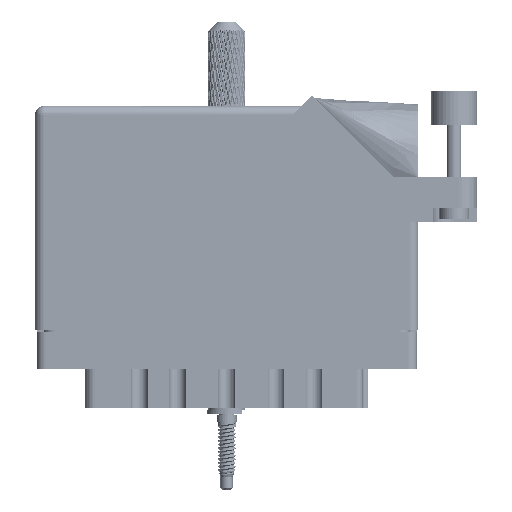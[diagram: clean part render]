
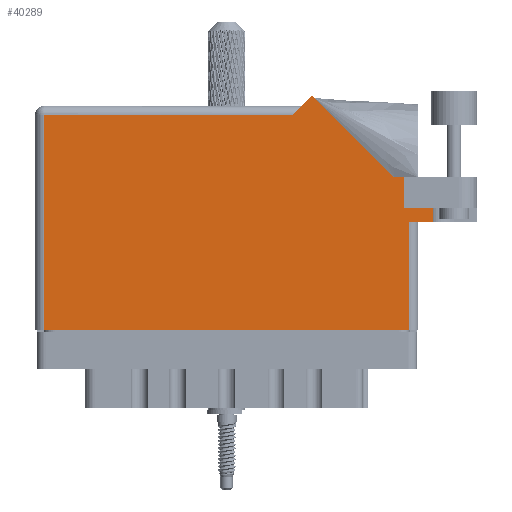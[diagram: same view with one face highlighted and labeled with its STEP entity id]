
A CAD part, front view. The second image highlights one B-rep face of the part: STEP entity #40289.
In plain terms, the highlighted face is planar.
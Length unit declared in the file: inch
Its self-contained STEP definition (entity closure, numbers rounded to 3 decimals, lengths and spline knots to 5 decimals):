
#3434 = ORIENTED_EDGE ( 'NONE', *, *, #9071, .T. ) ;
#4230 = DIRECTION ( 'NONE',  ( 0., 1., 0. ) ) ;
#5270 = DIRECTION ( 'NONE',  ( -1., 0., 0. ) ) ;
#6671 = ORIENTED_EDGE ( 'NONE', *, *, #26369, .T. ) ;
#7061 = LINE ( 'NONE', #105971, #82272 ) ;
#7225 = CARTESIAN_POINT ( 'NONE',  ( 2.44642, 1.044, 0. ) ) ;
#7305 = VERTEX_POINT ( 'NONE', #47057 ) ;
#7588 = AXIS2_PLACEMENT_3D ( 'NONE', #106554, #115467, #82857 ) ;
#7643 = LINE ( 'NONE', #105403, #78568 ) ;
#7996 = CARTESIAN_POINT ( 'NONE',  ( 2.612, 0.737, 0. ) ) ;
#9071 = EDGE_CURVE ( 'NONE', #7305, #34313, #18379, .T. ) ;
#10579 = EDGE_CURVE ( 'NONE', #13893, #72588, #83258, .T. ) ;
#10619 = VERTEX_POINT ( 'NONE', #108065 ) ;
#10679 = DIRECTION ( 'NONE',  ( 0., -1., 0. ) ) ;
#12354 = VERTEX_POINT ( 'NONE', #27835 ) ;
#13163 = VERTEX_POINT ( 'NONE', #97099 ) ;
#13893 = VERTEX_POINT ( 'NONE', #85525 ) ;
#14724 = PLANE ( 'NONE',  #7588 ) ;
#15003 = EDGE_CURVE ( 'NONE', #74992, #13163, #100135, .T. ) ;
#15538 = ORIENTED_EDGE ( 'NONE', *, *, #15003, .T. ) ;
#18210 = VECTOR ( 'NONE', #10679, 39.37008 ) ;
#18379 = LINE ( 'NONE', #38167, #106623 ) ;
#20462 = ORIENTED_EDGE ( 'NONE', *, *, #27733, .F. ) ;
#20464 = VECTOR ( 'NONE', #28464, 39.37008 ) ;
#20547 = VECTOR ( 'NONE', #78208, 39.37008 ) ;
#20716 = ORIENTED_EDGE ( 'NONE', *, *, #70750, .T. ) ;
#22768 = CARTESIAN_POINT ( 'NONE',  ( 2.512, 0.831, 0. ) ) ;
#26369 = EDGE_CURVE ( 'NONE', #10619, #53204, #7643, .T. ) ;
#27303 = VECTOR ( 'NONE', #60457, 39.37008 ) ;
#27733 = EDGE_CURVE ( 'NONE', #10619, #115695, #61005, .T. ) ;
#27835 = CARTESIAN_POINT ( 'NONE',  ( 2.7135, 0.737, 0. ) ) ;
#28464 = DIRECTION ( 'NONE',  ( 0., 1., 0. ) ) ;
#32340 = CARTESIAN_POINT ( 'NONE',  ( 2.512, 1.044, 0. ) ) ;
#34313 = VERTEX_POINT ( 'NONE', #49991 ) ;
#38167 = CARTESIAN_POINT ( 'NONE',  ( 0.062, 0., 0. ) ) ;
#39567 = EDGE_CURVE ( 'NONE', #69385, #13893, #99012, .T. ) ;
#40289 = ADVANCED_FACE ( 'NONE', ( #78684 ), #14724, .F. ) ;
#40298 = CARTESIAN_POINT ( 'NONE',  ( 2.7135, 0.831, 0. ) ) ;
#41492 = VECTOR ( 'NONE', #91353, 39.37008 ) ;
#45795 = ORIENTED_EDGE ( 'NONE', *, *, #85541, .T. ) ;
#47057 = CARTESIAN_POINT ( 'NONE',  ( 0.062, 1.468, 0. ) ) ;
#49991 = CARTESIAN_POINT ( 'NONE',  ( 0.062, 0., 0. ) ) ;
#52173 = CARTESIAN_POINT ( 'NONE',  ( 1.819, 1.53, 0. ) ) ;
#52527 = CARTESIAN_POINT ( 'NONE',  ( 1.757, 1.468, 0. ) ) ;
#53204 = VERTEX_POINT ( 'NONE', #32340 ) ;
#54231 = EDGE_CURVE ( 'NONE', #115695, #12354, #84839, .T. ) ;
#54991 = ORIENTED_EDGE ( 'NONE', *, *, #39567, .T. ) ;
#58634 = VECTOR ( 'NONE', #118086, 39.37008 ) ;
#59000 = DIRECTION ( 'NONE',  ( 1., 0., 0. ) ) ;
#60457 = DIRECTION ( 'NONE',  ( -1., 0., 0. ) ) ;
#60576 = LINE ( 'NONE', #78323, #27303 ) ;
#61005 = LINE ( 'NONE', #22768, #20547 ) ;
#62185 = EDGE_CURVE ( 'NONE', #13163, #12354, #112476, .T. ) ;
#66442 = ORIENTED_EDGE ( 'NONE', *, *, #62185, .T. ) ;
#69385 = VERTEX_POINT ( 'NONE', #86880 ) ;
#70750 = EDGE_CURVE ( 'NONE', #53204, #69385, #60576, .T. ) ;
#71914 = DIRECTION ( 'NONE',  ( -0.707, 0.707, 0. ) ) ;
#72588 = VERTEX_POINT ( 'NONE', #52527 ) ;
#74992 = VERTEX_POINT ( 'NONE', #104381 ) ;
#76518 = LINE ( 'NONE', #87409, #82382 ) ;
#78208 = DIRECTION ( 'NONE',  ( 1., 0., 0. ) ) ;
#78323 = CARTESIAN_POINT ( 'NONE',  ( 3.012, 1.044, 0. ) ) ;
#78568 = VECTOR ( 'NONE', #4230, 39.37008 ) ;
#78684 = FACE_OUTER_BOUND ( 'NONE', #115639, .T. ) ;
#82272 = VECTOR ( 'NONE', #59000, 39.37008 ) ;
#82382 = VECTOR ( 'NONE', #5270, 39.37008 ) ;
#82857 = DIRECTION ( 'NONE',  ( -1., 0., 0. ) ) ;
#83258 = LINE ( 'NONE', #52173, #58634 ) ;
#83550 = ORIENTED_EDGE ( 'NONE', *, *, #10579, .T. ) ;
#84839 = LINE ( 'NONE', #102486, #18210 ) ;
#85525 = CARTESIAN_POINT ( 'NONE',  ( 1.88971, 1.60071, 0. ) ) ;
#85541 = EDGE_CURVE ( 'NONE', #72588, #7305, #76518, .T. ) ;
#86880 = CARTESIAN_POINT ( 'NONE',  ( 2.44642, 1.044, 0. ) ) ;
#87409 = CARTESIAN_POINT ( 'NONE',  ( 0., 1.468, 0. ) ) ;
#88906 = VECTOR ( 'NONE', #71914, 39.37008 ) ;
#91353 = DIRECTION ( 'NONE',  ( 1., 0., 0. ) ) ;
#91510 = ORIENTED_EDGE ( 'NONE', *, *, #54231, .F. ) ;
#97099 = CARTESIAN_POINT ( 'NONE',  ( 2.55, 0.737, 0. ) ) ;
#99012 = LINE ( 'NONE', #7225, #88906 ) ;
#100135 = LINE ( 'NONE', #102120, #20464 ) ;
#100824 = EDGE_CURVE ( 'NONE', #34313, #74992, #7061, .T. ) ;
#102120 = CARTESIAN_POINT ( 'NONE',  ( 2.55, 0.737, 0. ) ) ;
#102486 = CARTESIAN_POINT ( 'NONE',  ( 2.7135, 1.16177, 0. ) ) ;
#104381 = CARTESIAN_POINT ( 'NONE',  ( 2.55, 0., 0. ) ) ;
#105403 = CARTESIAN_POINT ( 'NONE',  ( 2.512, 0.831, 0. ) ) ;
#105971 = CARTESIAN_POINT ( 'NONE',  ( 0., 0., 0. ) ) ;
#106554 = CARTESIAN_POINT ( 'NONE',  ( 0., 1.53, 0. ) ) ;
#106619 = ORIENTED_EDGE ( 'NONE', *, *, #100824, .T. ) ;
#106623 = VECTOR ( 'NONE', #112235, 39.37008 ) ;
#108065 = CARTESIAN_POINT ( 'NONE',  ( 2.512, 0.831, 0. ) ) ;
#112235 = DIRECTION ( 'NONE',  ( 0., -1., 0. ) ) ;
#112476 = LINE ( 'NONE', #7996, #41492 ) ;
#115467 = DIRECTION ( 'NONE',  ( 0., 0., -1. ) ) ;
#115639 = EDGE_LOOP ( 'NONE', ( #106619, #15538, #66442, #91510, #20462, #6671, #20716, #54991, #83550, #45795, #3434 ) ) ;
#115695 = VERTEX_POINT ( 'NONE', #40298 ) ;
#118086 = DIRECTION ( 'NONE',  ( -0.707, -0.707, 0. ) ) ;
